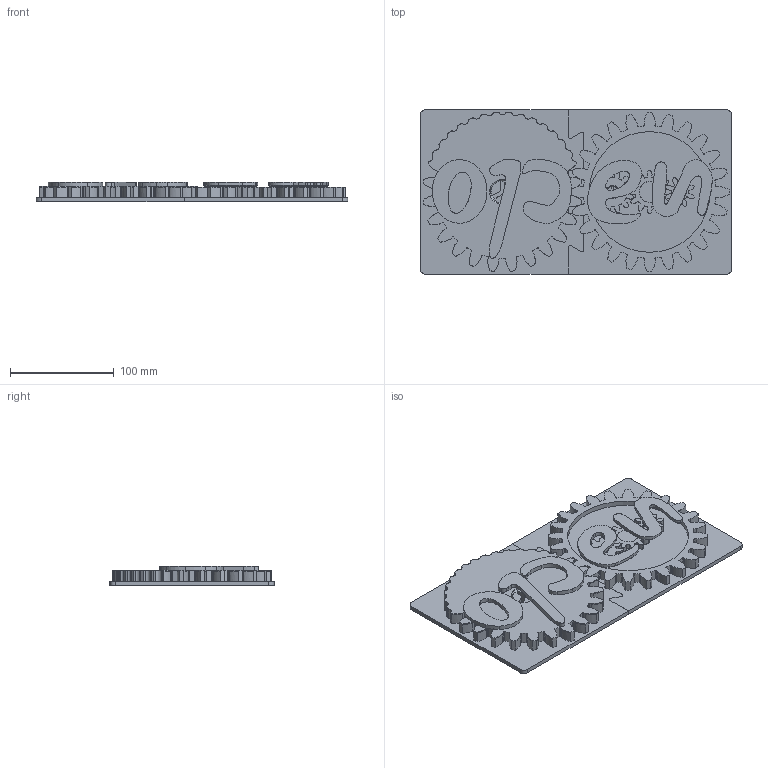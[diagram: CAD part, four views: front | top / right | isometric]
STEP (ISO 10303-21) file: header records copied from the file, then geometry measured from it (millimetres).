
FILE_DESCRIPTION(/* description */ (''),/* implementation_level */ '2;1');
FILE_NAME(/* name */ 'open_close_sign.step',/* time_stamp */ '2017-02-11T14:58:27+11:00',/* author */ (''),/* organization */ (''),/* preprocessor_version */ 'ST-DEVELOPER v16.5',/* originating_system */ 'Autodesk Translation Framework v5.2.0.2920',/* authorisation */ '');
FILE_SCHEMA (('AUTOMOTIVE_DESIGN { 1 0 10303 214 3 1 1 }'));
Products named in the file (12): Final v13; Spur Gear (24 teeth); Spur Gear (24 teeth) (1); Spur Gear (12 teeth); Spur Gear (12 teeth) (1); Spur Gear (8 teeth); Base; C; L; E; O; S
Assembly tree (11 placements, depth 2):
  Final v13
    Spur Gear (24 teeth)
    Spur Gear (24 teeth) (1)
    Spur Gear (12 teeth)
    Spur Gear (12 teeth) (1)
    Spur Gear (8 teeth)
    Base
    C
    L
    E
    O
    S
Bounding box: 300 x 158.19 x 19 mm (x, y, z)
Volume: 515764 mm3; surface area: 215966.3 mm2
Topology: 12 solids, 12 shells, 1132 faces, 3203 edges, 2117 vertices
Faces by surface type: cylinder 448, bspline 362, plane 297, cone 16, torus 9
Full cylindrical faces by diameter (mm): 10.4 x2, 12.4 x2, 20 x1, 20.4 x2, 24.4 x1, 116.315 x1
Entity records: 47908 total; most frequent: CARTESIAN_POINT 19772, ORIENTED_EDGE 6372, DIRECTION 5154, EDGE_CURVE 3186, VERTEX_POINT 2115, AXIS2_PLACEMENT_3D 1785, LINE 1584, VECTOR 1584
